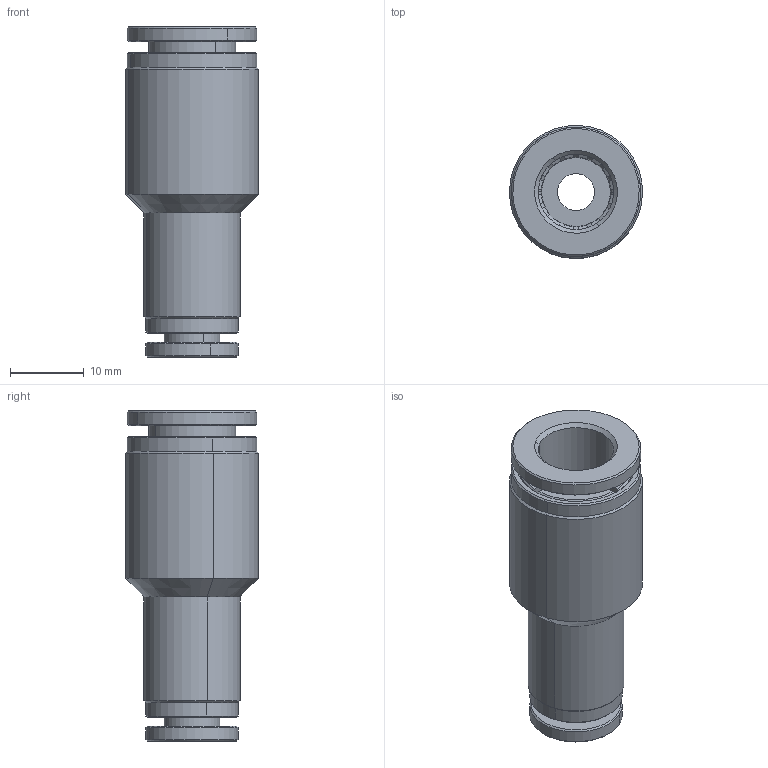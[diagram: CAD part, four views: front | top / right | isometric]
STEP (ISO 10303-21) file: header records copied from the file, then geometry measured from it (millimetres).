
FILE_DESCRIPTION (( 'STEP AP214' ), '1' );
FILE_NAME ('RUS10-6W.STEP', '2018-06-13T18:25:55', ( '' ), ( '' ), 'SwSTEP 2.0', 'SolidWorks 2016', '' );
FILE_SCHEMA (( 'AUTOMOTIVE_DESIGN' ));
Length unit declared in the file: millimetre
Products named in the file (1): RUS10-6W
Bounding box: 17.99 x 17.99 x 44.67 mm (x, y, z)
Volume: 5347.5 mm3; surface area: 8443 mm2
Topology: 11 solids, 11 shells, 722 faces, 1996 edges, 1302 vertices
Faces by surface type: plane 252, cone 240, cylinder 127, bspline 99, torus 4
Entity records: 34606 total; most frequent: CARTESIAN_POINT 9574, ORIENTED_EDGE 3992, DIRECTION 3015, EDGE_CURVE 1996, VERTEX_POINT 1302, AXIS2_PLACEMENT_3D 1239, B_SPLINE_CURVE_WITH_KNOTS 844, EDGE_LOOP 750
